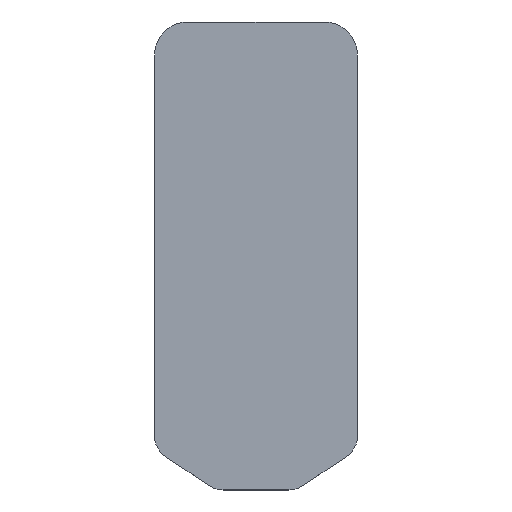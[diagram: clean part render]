
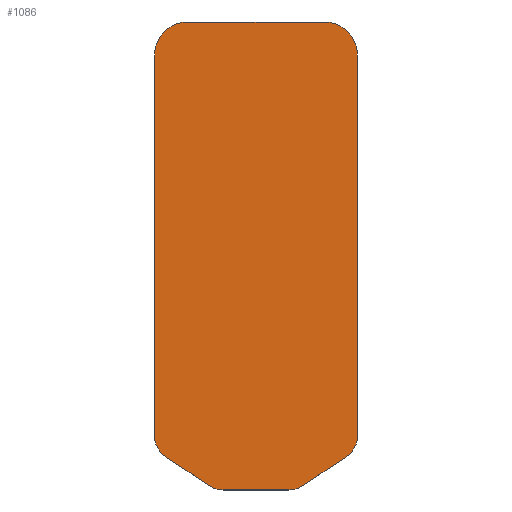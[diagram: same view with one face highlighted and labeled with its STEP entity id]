
A CAD part, top view. The second image highlights one B-rep face of the part: STEP entity #1086.
In plain terms, the highlighted planar face has unit normal (0, 0, 1).
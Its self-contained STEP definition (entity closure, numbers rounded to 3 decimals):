
#6 = CARTESIAN_POINT ( 'NONE',  ( -56.153, -124.952, 2.2 ) ) ;
#9 = EDGE_CURVE ( 'NONE', #200, #628, #671, .T. ) ;
#21 = DIRECTION ( 'NONE',  ( 0., 0., 1. ) ) ;
#31 = DIRECTION ( 'NONE',  ( 0.832, -0.555, 0. ) ) ;
#33 = ORIENTED_EDGE ( 'NONE', *, *, #1318, .T. ) ;
#40 = CARTESIAN_POINT ( 'NONE',  ( -63.1, 125., 2.2 ) ) ;
#71 = CARTESIAN_POINT ( 'NONE',  ( -42.5, 145.6, 2.2 ) ) ;
#87 = CARTESIAN_POINT ( 'NONE',  ( 42.5, 145.6, 2.2 ) ) ;
#125 = CARTESIAN_POINT ( 'NONE',  ( 63.1, 125., 2.2 ) ) ;
#126 = ORIENTED_EDGE ( 'NONE', *, *, #1239, .T. ) ;
#137 = CARTESIAN_POINT ( 'NONE',  ( -63.1, 125., 2.2 ) ) ;
#148 = ORIENTED_EDGE ( 'NONE', *, *, #916, .T. ) ;
#161 = ORIENTED_EDGE ( 'NONE', *, *, #1131, .T. ) ;
#182 = VERTEX_POINT ( 'NONE', #1372 ) ;
#200 = VERTEX_POINT ( 'NONE', #125 ) ;
#207 = DIRECTION ( 'NONE',  ( 0., 0., 1. ) ) ;
#210 = CIRCLE ( 'NONE', #1410, 15.6 ) ;
#281 = CIRCLE ( 'NONE', #594, 15.6 ) ;
#300 = VERTEX_POINT ( 'NONE', #496 ) ;
#342 = CARTESIAN_POINT ( 'NONE',  ( 29.112, -142.98, 2.2 ) ) ;
#350 = DIRECTION ( 'NONE',  ( 1., 0., 0. ) ) ;
#377 = VERTEX_POINT ( 'NONE', #539 ) ;
#431 = LINE ( 'NONE', #87, #666 ) ;
#458 = CARTESIAN_POINT ( 'NONE',  ( 20.458, -130., 2.2 ) ) ;
#466 = CARTESIAN_POINT ( 'NONE',  ( -56.153, -124.952, 2.2 ) ) ;
#496 = CARTESIAN_POINT ( 'NONE',  ( 63.1, -111.972, 2.2 ) ) ;
#508 = ORIENTED_EDGE ( 'NONE', *, *, #9, .T. ) ;
#522 = CIRCLE ( 'NONE', #930, 15.6 ) ;
#524 = CIRCLE ( 'NONE', #866, 20.6 ) ;
#529 = VECTOR ( 'NONE', #819, 1000. ) ;
#537 = VERTEX_POINT ( 'NONE', #708 ) ;
#539 = CARTESIAN_POINT ( 'NONE',  ( 29.112, -142.98, 2.2 ) ) ;
#575 = DIRECTION ( 'NONE',  ( 1., 0., 0. ) ) ;
#579 = ORIENTED_EDGE ( 'NONE', *, *, #1129, .T. ) ;
#594 = AXIS2_PLACEMENT_3D ( 'NONE', #458, #704, #350 ) ;
#613 = LINE ( 'NONE', #40, #1019 ) ;
#618 = VERTEX_POINT ( 'NONE', #932 ) ;
#627 = DIRECTION ( 'NONE',  ( 0., 0., 1. ) ) ;
#628 = VERTEX_POINT ( 'NONE', #1014 ) ;
#636 = DIRECTION ( 'NONE',  ( 1., 0., 0. ) ) ;
#666 = VECTOR ( 'NONE', #749, 1000. ) ;
#671 = CIRCLE ( 'NONE', #842, 20.6 ) ;
#675 = ORIENTED_EDGE ( 'NONE', *, *, #882, .T. ) ;
#704 = DIRECTION ( 'NONE',  ( 0., 0., 1. ) ) ;
#706 = ORIENTED_EDGE ( 'NONE', *, *, #1283, .T. ) ;
#708 = CARTESIAN_POINT ( 'NONE',  ( 56.153, -124.952, 2.2 ) ) ;
#712 = VERTEX_POINT ( 'NONE', #1238 ) ;
#715 = DIRECTION ( 'NONE',  ( 0., 0., 1. ) ) ;
#736 = EDGE_LOOP ( 'NONE', ( #675, #1439, #706, #148, #126, #508, #1206, #579, #1085, #161, #33, #1384 ) ) ;
#737 = VECTOR ( 'NONE', #1142, 1000. ) ;
#742 = VECTOR ( 'NONE', #1277, 1000. ) ;
#749 = DIRECTION ( 'NONE',  ( -1., 0., 0. ) ) ;
#754 = DIRECTION ( 'NONE',  ( 0., 0., 1. ) ) ;
#803 = LINE ( 'NONE', #466, #1307 ) ;
#807 = EDGE_CURVE ( 'NONE', #1178, #1389, #613, .T. ) ;
#812 = CARTESIAN_POINT ( 'NONE',  ( -42.5, 125., 2.2 ) ) ;
#819 = DIRECTION ( 'NONE',  ( 0., 1., 0. ) ) ;
#826 = EDGE_CURVE ( 'NONE', #712, #182, #522, .T. ) ;
#833 = DIRECTION ( 'NONE',  ( 0., 0., 1. ) ) ;
#842 = AXIS2_PLACEMENT_3D ( 'NONE', #852, #754, #636 ) ;
#847 = LINE ( 'NONE', #967, #742 ) ;
#852 = CARTESIAN_POINT ( 'NONE',  ( 42.5, 125., 2.2 ) ) ;
#864 = CARTESIAN_POINT ( 'NONE',  ( -63.1, -111.972, 2.2 ) ) ;
#865 = AXIS2_PLACEMENT_3D ( 'NONE', #901, #207, #1349 ) ;
#866 = AXIS2_PLACEMENT_3D ( 'NONE', #812, #21, #1143 ) ;
#882 = EDGE_CURVE ( 'NONE', #182, #618, #847, .T. ) ;
#901 = CARTESIAN_POINT ( 'NONE',  ( 20.458, -130., 2.2 ) ) ;
#916 = EDGE_CURVE ( 'NONE', #537, #300, #1287, .T. ) ;
#924 = FACE_OUTER_BOUND ( 'NONE', #736, .T. ) ;
#930 = AXIS2_PLACEMENT_3D ( 'NONE', #947, #715, #1281 ) ;
#932 = CARTESIAN_POINT ( 'NONE',  ( 20.458, -145.6, 2.2 ) ) ;
#947 = CARTESIAN_POINT ( 'NONE',  ( -20.458, -130., 2.2 ) ) ;
#967 = CARTESIAN_POINT ( 'NONE',  ( -20.458, -145.6, 2.2 ) ) ;
#988 = VERTEX_POINT ( 'NONE', #71 ) ;
#1014 = CARTESIAN_POINT ( 'NONE',  ( 42.5, 145.6, 2.2 ) ) ;
#1019 = VECTOR ( 'NONE', #1391, 1000. ) ;
#1023 = LINE ( 'NONE', #342, #737 ) ;
#1024 = EDGE_CURVE ( 'NONE', #628, #988, #431, .T. ) ;
#1043 = CARTESIAN_POINT ( 'NONE',  ( 47.5, -111.972, 2.2 ) ) ;
#1077 = DIRECTION ( 'NONE',  ( 1., 0., 0. ) ) ;
#1085 = ORIENTED_EDGE ( 'NONE', *, *, #807, .T. ) ;
#1086 = ADVANCED_FACE ( 'NONE', ( #924 ), #1448, .T. ) ;
#1129 = EDGE_CURVE ( 'NONE', #988, #1178, #524, .T. ) ;
#1131 = EDGE_CURVE ( 'NONE', #1389, #1137, #210, .T. ) ;
#1137 = VERTEX_POINT ( 'NONE', #6 ) ;
#1142 = DIRECTION ( 'NONE',  ( 0.832, 0.555, 0. ) ) ;
#1143 = DIRECTION ( 'NONE',  ( 1., 0., 0. ) ) ;
#1178 = VERTEX_POINT ( 'NONE', #137 ) ;
#1206 = ORIENTED_EDGE ( 'NONE', *, *, #1024, .T. ) ;
#1238 = CARTESIAN_POINT ( 'NONE',  ( -29.112, -142.98, 2.2 ) ) ;
#1239 = EDGE_CURVE ( 'NONE', #300, #200, #1253, .T. ) ;
#1253 = LINE ( 'NONE', #1345, #529 ) ;
#1277 = DIRECTION ( 'NONE',  ( 1., 0., 0. ) ) ;
#1281 = DIRECTION ( 'NONE',  ( 1., 0., 0. ) ) ;
#1283 = EDGE_CURVE ( 'NONE', #377, #537, #1023, .T. ) ;
#1287 = CIRCLE ( 'NONE', #1407, 15.6 ) ;
#1290 = EDGE_CURVE ( 'NONE', #618, #377, #281, .T. ) ;
#1307 = VECTOR ( 'NONE', #31, 1000. ) ;
#1318 = EDGE_CURVE ( 'NONE', #1137, #712, #803, .T. ) ;
#1345 = CARTESIAN_POINT ( 'NONE',  ( 63.1, -111.972, 2.2 ) ) ;
#1349 = DIRECTION ( 'NONE',  ( 1., 0., 0. ) ) ;
#1355 = CARTESIAN_POINT ( 'NONE',  ( -47.5, -111.972, 2.2 ) ) ;
#1372 = CARTESIAN_POINT ( 'NONE',  ( -20.458, -145.6, 2.2 ) ) ;
#1384 = ORIENTED_EDGE ( 'NONE', *, *, #826, .T. ) ;
#1389 = VERTEX_POINT ( 'NONE', #864 ) ;
#1391 = DIRECTION ( 'NONE',  ( 0., -1., 0. ) ) ;
#1407 = AXIS2_PLACEMENT_3D ( 'NONE', #1043, #627, #1077 ) ;
#1410 = AXIS2_PLACEMENT_3D ( 'NONE', #1355, #833, #575 ) ;
#1439 = ORIENTED_EDGE ( 'NONE', *, *, #1290, .T. ) ;
#1448 = PLANE ( 'NONE',  #865 ) ;
